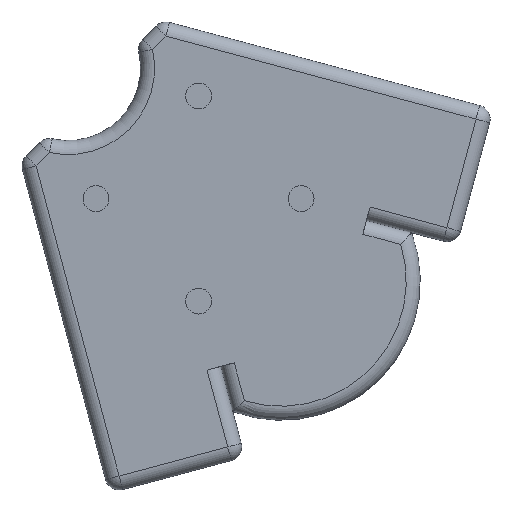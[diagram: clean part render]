
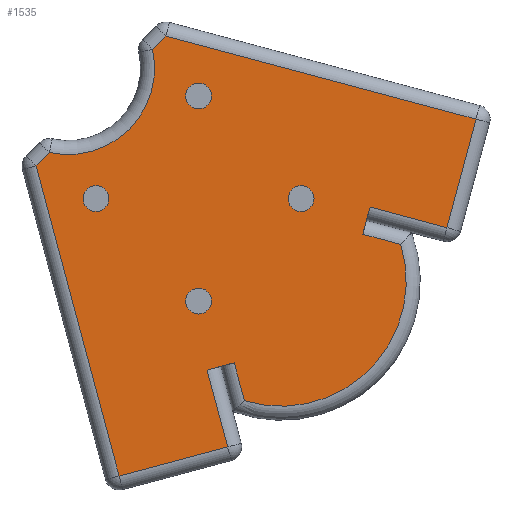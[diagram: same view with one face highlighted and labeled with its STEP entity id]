
A CAD part, front view. The second image highlights one B-rep face of the part: STEP entity #1535.
In plain terms, the highlighted face is planar.
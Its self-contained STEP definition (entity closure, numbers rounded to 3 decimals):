
#25=FACE_BOUND('',#271,.T.);
#26=FACE_BOUND('',#272,.T.);
#27=FACE_BOUND('',#273,.T.);
#28=FACE_BOUND('',#274,.T.);
#51=PLANE('',#1745);
#159=FACE_OUTER_BOUND('',#270,.T.);
#270=EDGE_LOOP('',(#1269,#1270,#1271,#1272,#1273,#1274,#1275,#1276,#1277,
#1278,#1279,#1280,#1281,#1282));
#271=EDGE_LOOP('',(#1283));
#272=EDGE_LOOP('',(#1284));
#273=EDGE_LOOP('',(#1285));
#274=EDGE_LOOP('',(#1286));
#369=CIRCLE('',#1690,2.75);
#371=CIRCLE('',#1694,2.75);
#373=CIRCLE('',#1698,2.75);
#375=CIRCLE('',#1702,2.75);
#385=CIRCLE('',#1720,18.5);
#399=CIRCLE('',#1746,26.724);
#488=LINE('',#2723,#587);
#490=LINE('',#2732,#589);
#491=LINE('',#2738,#590);
#493=LINE('',#2757,#592);
#502=LINE('',#2786,#601);
#503=LINE('',#2793,#602);
#506=LINE('',#2803,#605);
#507=LINE('',#2804,#606);
#508=LINE('',#2806,#607);
#509=LINE('',#2807,#608);
#510=LINE('',#2809,#609);
#511=LINE('',#2812,#610);
#587=VECTOR('',#2113,10.);
#589=VECTOR('',#2121,10.);
#590=VECTOR('',#2128,10.);
#592=VECTOR('',#2160,10.);
#601=VECTOR('',#2189,10.);
#602=VECTOR('',#2196,10.);
#605=VECTOR('',#2205,10.);
#606=VECTOR('',#2206,10.);
#607=VECTOR('',#2207,10.);
#608=VECTOR('',#2208,10.);
#609=VECTOR('',#2209,10.);
#610=VECTOR('',#2212,10.);
#703=VERTEX_POINT('',#2677);
#705=VERTEX_POINT('',#2684);
#707=VERTEX_POINT('',#2691);
#709=VERTEX_POINT('',#2698);
#716=VERTEX_POINT('',#2720);
#717=VERTEX_POINT('',#2722);
#720=VERTEX_POINT('',#2729);
#721=VERTEX_POINT('',#2731);
#723=VERTEX_POINT('',#2736);
#725=VERTEX_POINT('',#2756);
#734=VERTEX_POINT('',#2784);
#735=VERTEX_POINT('',#2785);
#737=VERTEX_POINT('',#2791);
#738=VERTEX_POINT('',#2792);
#742=VERTEX_POINT('',#2802);
#743=VERTEX_POINT('',#2805);
#744=VERTEX_POINT('',#2808);
#745=VERTEX_POINT('',#2810);
#871=EDGE_CURVE('',#703,#703,#369,.T.);
#874=EDGE_CURVE('',#705,#705,#371,.T.);
#877=EDGE_CURVE('',#707,#707,#373,.T.);
#880=EDGE_CURVE('',#709,#709,#375,.T.);
#892=EDGE_CURVE('',#716,#717,#488,.T.);
#896=EDGE_CURVE('',#720,#721,#490,.T.);
#899=EDGE_CURVE('',#723,#720,#491,.T.);
#904=EDGE_CURVE('',#717,#723,#385,.T.);
#909=EDGE_CURVE('',#725,#716,#493,.T.);
#923=EDGE_CURVE('',#734,#735,#502,.T.);
#926=EDGE_CURVE('',#737,#738,#503,.T.);
#931=EDGE_CURVE('',#738,#742,#506,.T.);
#932=EDGE_CURVE('',#721,#737,#507,.T.);
#933=EDGE_CURVE('',#743,#725,#508,.T.);
#934=EDGE_CURVE('',#735,#743,#509,.T.);
#935=EDGE_CURVE('',#744,#734,#510,.T.);
#936=EDGE_CURVE('',#745,#744,#399,.T.);
#937=EDGE_CURVE('',#742,#745,#511,.T.);
#1269=ORIENTED_EDGE('',*,*,#931,.F.);
#1270=ORIENTED_EDGE('',*,*,#926,.F.);
#1271=ORIENTED_EDGE('',*,*,#932,.F.);
#1272=ORIENTED_EDGE('',*,*,#896,.F.);
#1273=ORIENTED_EDGE('',*,*,#899,.F.);
#1274=ORIENTED_EDGE('',*,*,#904,.F.);
#1275=ORIENTED_EDGE('',*,*,#892,.F.);
#1276=ORIENTED_EDGE('',*,*,#909,.F.);
#1277=ORIENTED_EDGE('',*,*,#933,.F.);
#1278=ORIENTED_EDGE('',*,*,#934,.F.);
#1279=ORIENTED_EDGE('',*,*,#923,.F.);
#1280=ORIENTED_EDGE('',*,*,#935,.F.);
#1281=ORIENTED_EDGE('',*,*,#936,.F.);
#1282=ORIENTED_EDGE('',*,*,#937,.F.);
#1283=ORIENTED_EDGE('',*,*,#880,.T.);
#1284=ORIENTED_EDGE('',*,*,#877,.T.);
#1285=ORIENTED_EDGE('',*,*,#874,.T.);
#1286=ORIENTED_EDGE('',*,*,#871,.T.);
#1535=ADVANCED_FACE('',(#159,#25,#26,#27,#28),#51,.F.);
#1690=AXIS2_PLACEMENT_3D('',#2678,#2063,#2064);
#1694=AXIS2_PLACEMENT_3D('',#2685,#2072,#2073);
#1698=AXIS2_PLACEMENT_3D('',#2692,#2081,#2082);
#1702=AXIS2_PLACEMENT_3D('',#2699,#2090,#2091);
#1720=AXIS2_PLACEMENT_3D('',#2746,#2140,#2141);
#1745=AXIS2_PLACEMENT_3D('',#2801,#2203,#2204);
#1746=AXIS2_PLACEMENT_3D('',#2811,#2210,#2211);
#2063=DIRECTION('center_axis',(0.,-1.,0.));
#2064=DIRECTION('ref_axis',(-1.,0.,0.));
#2072=DIRECTION('center_axis',(0.,-1.,0.));
#2073=DIRECTION('ref_axis',(-1.,0.,0.));
#2081=DIRECTION('center_axis',(0.,-1.,0.));
#2082=DIRECTION('ref_axis',(-1.,0.,0.));
#2090=DIRECTION('center_axis',(0.,-1.,0.));
#2091=DIRECTION('ref_axis',(-1.,0.,0.));
#2113=DIRECTION('',(-0.707,0.,0.707));
#2121=DIRECTION('',(-0.966,0.,-0.259));
#2128=DIRECTION('',(-0.707,0.,0.707));
#2140=DIRECTION('center_axis',(0.,1.,0.));
#2141=DIRECTION('ref_axis',(-0.707,0.,-0.707));
#2160=DIRECTION('',(0.259,0.,0.966));
#2189=DIRECTION('',(0.966,0.,-0.259));
#2196=DIRECTION('',(0.966,0.,0.259));
#2203=DIRECTION('center_axis',(0.,-1.,0.));
#2204=DIRECTION('ref_axis',(-1.,0.,0.));
#2205=DIRECTION('',(0.259,0.,-0.966));
#2206=DIRECTION('',(0.259,0.,-0.966));
#2207=DIRECTION('',(0.966,0.,-0.259));
#2208=DIRECTION('',(-0.259,0.,-0.966));
#2209=DIRECTION('',(0.259,0.,0.966));
#2210=DIRECTION('center_axis',(0.,-1.,0.));
#2211=DIRECTION('ref_axis',(-0.707,0.,-0.707));
#2212=DIRECTION('',(-0.966,0.,-0.259));
#2677=CARTESIAN_POINT('',(33.581,60.,-6.011));
#2678=CARTESIAN_POINT('Origin',(30.831,60.,-6.011));
#2684=CARTESIAN_POINT('',(11.689,60.,-27.904));
#2685=CARTESIAN_POINT('Origin',(8.939,60.,-27.904));
#2691=CARTESIAN_POINT('',(55.473,60.,-27.904));
#2692=CARTESIAN_POINT('Origin',(52.723,60.,-27.904));
#2698=CARTESIAN_POINT('',(33.581,60.,-49.796));
#2699=CARTESIAN_POINT('Origin',(30.831,60.,-49.796));
#2720=CARTESIAN_POINT('',(65.558,60.,-20.897));
#2722=CARTESIAN_POINT('',(62.726,60.,-18.064));
#2723=CARTESIAN_POINT('',(56.596,60.,-11.934));
#2729=CARTESIAN_POINT('',(37.838,60.,6.824));
#2731=CARTESIAN_POINT('',(-28.407,60.,-10.926));
#2732=CARTESIAN_POINT('',(47.57,60.,9.432));
#2736=CARTESIAN_POINT('',(40.67,60.,3.992));
#2738=CARTESIAN_POINT('',(44.156,60.,0.506));
#2746=CARTESIAN_POINT('Origin',(58.734,60.,0.));
#2756=CARTESIAN_POINT('',(47.808,60.,-87.141));
#2757=CARTESIAN_POINT('',(62.561,60.,-32.084));
#2784=CARTESIAN_POINT('',(23.23,60.,-62.956));
#2785=CARTESIAN_POINT('',(29.026,60.,-64.509));
#2786=CARTESIAN_POINT('',(33.373,60.,-65.674));
#2791=CARTESIAN_POINT('',(-22.195,60.,-34.108));
#2792=CARTESIAN_POINT('',(-5.775,60.,-29.708));
#2793=CARTESIAN_POINT('',(49.292,60.,-14.953));
#2801=CARTESIAN_POINT('Origin',(58.734,60.,0.));
#2802=CARTESIAN_POINT('',(-4.222,60.,-35.504));
#2803=CARTESIAN_POINT('',(-10.822,60.,-10.873));
#2804=CARTESIAN_POINT('',(-28.278,60.,-11.409));
#2805=CARTESIAN_POINT('',(24.626,60.,-80.93));
#2806=CARTESIAN_POINT('',(25.109,60.,-81.059));
#2807=CARTESIAN_POINT('',(38.605,60.,-28.76));
#2808=CARTESIAN_POINT('',(21.057,60.,-71.066));
#2809=CARTESIAN_POINT('',(32.289,60.,-29.149));
#2810=CARTESIAN_POINT('',(-12.332,60.,-37.677));
#2811=CARTESIAN_POINT('Origin',(13.216,60.,-45.518));
#2812=CARTESIAN_POINT('',(24.756,60.,-27.739));
